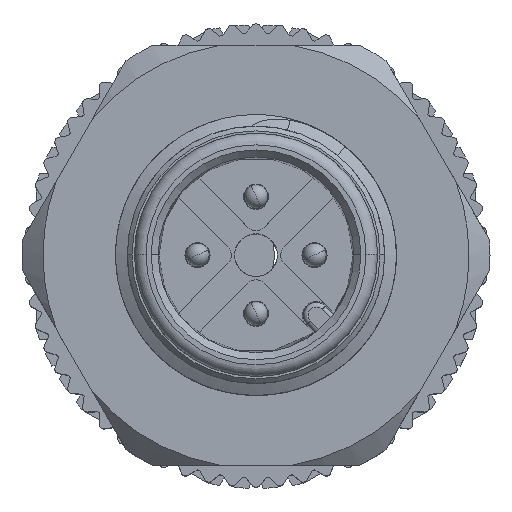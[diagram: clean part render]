
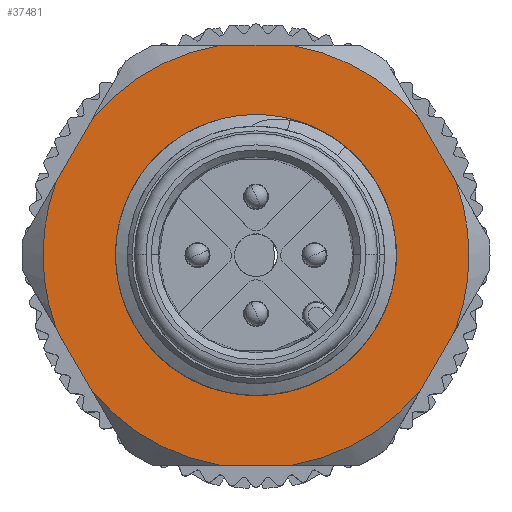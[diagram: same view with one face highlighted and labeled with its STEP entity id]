
A CAD part, top view. The second image highlights one B-rep face of the part: STEP entity #37481.
In plain terms, the highlighted planar face has unit normal (0, 0, 1).
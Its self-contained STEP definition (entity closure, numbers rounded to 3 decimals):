
#1124=CARTESIAN_POINT('',(0.,0.,-9.1));
#1125=DIRECTION('',(0.,0.,-1.));
#1126=DIRECTION('',(1.,0.,0.));
#1127=AXIS2_PLACEMENT_3D('',#1124,#1125,#1126);
#1144=CARTESIAN_POINT('',(0.,0.,-9.1));
#1145=DIRECTION('',(0.,0.,-1.));
#1146=DIRECTION('',(0.938,0.346,0.));
#1147=AXIS2_PLACEMENT_3D('',#1144,#1145,#1146);
#1149=CARTESIAN_POINT('',(0.,0.,-9.1));
#1150=DIRECTION('',(0.,0.,-1.));
#1151=DIRECTION('',(1.,0.,0.));
#1152=AXIS2_PLACEMENT_3D('',#1149,#1150,#1151);
#1154=DIRECTION('',(-0.5,-0.866,0.));
#1155=VECTOR('',#1154,3.081);
#1156=CARTESIAN_POINT('',(8.539,-3.151,-9.1));
#1157=LINE('',#1156,#1155);
#1158=CARTESIAN_POINT('',(0.,0.,-9.1));
#1159=DIRECTION('',(0.,0.,-1.));
#1160=DIRECTION('',(0.769,-0.639,0.));
#1161=AXIS2_PLACEMENT_3D('',#1158,#1159,#1160);
#1163=DIRECTION('',(-1.,0.,0.));
#1164=VECTOR('',#1163,3.081);
#1165=CARTESIAN_POINT('',(1.541,-8.97,-9.1));
#1166=LINE('',#1165,#1164);
#1167=CARTESIAN_POINT('',(0.,0.,-9.1));
#1168=DIRECTION('',(0.,0.,-1.));
#1169=DIRECTION('',(-0.169,-0.986,0.));
#1170=AXIS2_PLACEMENT_3D('',#1167,#1168,#1169);
#1172=DIRECTION('',(-0.5,0.866,0.));
#1173=VECTOR('',#1172,3.081);
#1174=CARTESIAN_POINT('',(-6.998,-5.819,-9.1));
#1175=LINE('',#1174,#1173);
#1176=CARTESIAN_POINT('',(0.,0.,-9.1));
#1177=DIRECTION('',(0.,0.,-1.));
#1178=DIRECTION('',(-0.938,-0.346,0.));
#1179=AXIS2_PLACEMENT_3D('',#1176,#1177,#1178);
#1181=CARTESIAN_POINT('',(0.,0.,-9.1));
#1182=DIRECTION('',(0.,0.,-1.));
#1183=DIRECTION('',(-1.,0.,0.));
#1184=AXIS2_PLACEMENT_3D('',#1181,#1182,#1183);
#1186=DIRECTION('',(0.5,0.866,0.));
#1187=VECTOR('',#1186,3.081);
#1188=CARTESIAN_POINT('',(-8.539,3.151,-9.1));
#1189=LINE('',#1188,#1187);
#1190=CARTESIAN_POINT('',(0.,0.,-9.1));
#1191=DIRECTION('',(0.,0.,-1.));
#1192=DIRECTION('',(-0.769,0.639,0.));
#1193=AXIS2_PLACEMENT_3D('',#1190,#1191,#1192);
#1195=DIRECTION('',(1.,0.,0.));
#1196=VECTOR('',#1195,3.081);
#1197=CARTESIAN_POINT('',(-1.541,8.97,-9.1));
#1198=LINE('',#1197,#1196);
#1199=CARTESIAN_POINT('',(0.,0.,-9.1));
#1200=DIRECTION('',(0.,0.,-1.));
#1201=DIRECTION('',(0.169,0.986,0.));
#1202=AXIS2_PLACEMENT_3D('',#1199,#1200,#1201);
#1204=DIRECTION('',(0.5,-0.866,0.));
#1205=VECTOR('',#1204,3.081);
#1206=CARTESIAN_POINT('',(6.998,5.819,-9.1));
#1207=LINE('',#1206,#1205);
#1208=CARTESIAN_POINT('',(0.,0.,-9.1));
#1209=DIRECTION('',(0.,0.,1.));
#1210=DIRECTION('',(-1.,0.,0.));
#1211=AXIS2_PLACEMENT_3D('',#1208,#1209,#1210);
#1213=CARTESIAN_POINT('',(0.,0.,-9.1));
#1214=DIRECTION('',(0.,0.,1.));
#1215=DIRECTION('',(1.,0.,0.));
#1216=AXIS2_PLACEMENT_3D('',#1213,#1214,#1215);
#29938=CARTESIAN_POINT('',(0.,0.,-9.1));
#29939=DIRECTION('',(0.,0.,-1.));
#29940=DIRECTION('',(-1.,0.,0.));
#29941=AXIS2_PLACEMENT_3D('',#29938,#29939,#29940);
#30064=CARTESIAN_POINT('',(6.,0.002,-9.1));
#30065=CARTESIAN_POINT('',(6.,-0.051,-9.1));
#30066=VERTEX_POINT('',#30064);
#30067=VERTEX_POINT('',#30065);
#30068=CARTESIAN_POINT('',(-6.,-0.002,-9.1));
#30069=VERTEX_POINT('',#30068);
#30070=CARTESIAN_POINT('',(8.539,3.151,-9.1));
#30071=CARTESIAN_POINT('',(9.101,0.,-9.1));
#30072=VERTEX_POINT('',#30070);
#30073=VERTEX_POINT('',#30071);
#30074=CARTESIAN_POINT('',(8.539,-3.151,-9.1));
#30075=VERTEX_POINT('',#30074);
#30076=CARTESIAN_POINT('',(6.998,-5.819,-9.1));
#30077=VERTEX_POINT('',#30076);
#30078=CARTESIAN_POINT('',(1.541,-8.97,-9.1));
#30079=VERTEX_POINT('',#30078);
#30080=CARTESIAN_POINT('',(-1.541,-8.97,-9.1));
#30081=VERTEX_POINT('',#30080);
#30082=CARTESIAN_POINT('',(-6.998,-5.819,-9.1));
#30083=VERTEX_POINT('',#30082);
#30084=CARTESIAN_POINT('',(-8.539,-3.151,-9.1));
#30085=VERTEX_POINT('',#30084);
#30086=CARTESIAN_POINT('',(-9.101,0.,-9.1));
#30087=VERTEX_POINT('',#30086);
#30088=CARTESIAN_POINT('',(-8.539,3.151,-9.1));
#30089=VERTEX_POINT('',#30088);
#30090=CARTESIAN_POINT('',(-6.998,5.819,-9.1));
#30091=VERTEX_POINT('',#30090);
#30092=CARTESIAN_POINT('',(-1.541,8.97,-9.1));
#30093=VERTEX_POINT('',#30092);
#30094=CARTESIAN_POINT('',(1.541,8.97,-9.1));
#30095=VERTEX_POINT('',#30094);
#30096=CARTESIAN_POINT('',(6.998,5.819,-9.1));
#30097=VERTEX_POINT('',#30096);
#30098=CARTESIAN_POINT('',(-6.,0.051,-9.1));
#30099=VERTEX_POINT('',#30098);
#37438=CARTESIAN_POINT('',(0.,0.,-9.1));
#37439=DIRECTION('',(0.,0.,1.));
#37440=DIRECTION('',(-1.,0.,0.));
#37441=AXIS2_PLACEMENT_3D('',#37438,#37439,#37440);
#37442=PLANE('',#37441);
#37444=ORIENTED_EDGE('',*,*,#37443,.T.);
#37446=ORIENTED_EDGE('',*,*,#37445,.T.);
#37448=ORIENTED_EDGE('',*,*,#37447,.T.);
#37450=ORIENTED_EDGE('',*,*,#37449,.T.);
#37452=ORIENTED_EDGE('',*,*,#37451,.T.);
#37454=ORIENTED_EDGE('',*,*,#37453,.T.);
#37456=ORIENTED_EDGE('',*,*,#37455,.T.);
#37458=ORIENTED_EDGE('',*,*,#37457,.T.);
#37460=ORIENTED_EDGE('',*,*,#37459,.T.);
#37462=ORIENTED_EDGE('',*,*,#37461,.T.);
#37464=ORIENTED_EDGE('',*,*,#37463,.T.);
#37466=ORIENTED_EDGE('',*,*,#37465,.T.);
#37468=ORIENTED_EDGE('',*,*,#37467,.T.);
#37470=ORIENTED_EDGE('',*,*,#37469,.T.);
#37471=EDGE_LOOP('',(#37444,#37446,#37448,#37450,#37452,#37454,#37456,#37458,
#37460,#37462,#37464,#37466,#37468,#37470));
#37472=FACE_OUTER_BOUND('',#37471,.F.);
#37473=ORIENTED_EDGE('',*,*,#37427,.T.);
#37474=ORIENTED_EDGE('',*,*,#37425,.F.);
#37476=ORIENTED_EDGE('',*,*,#37475,.T.);
#37478=ORIENTED_EDGE('',*,*,#37477,.F.);
#37479=EDGE_LOOP('',(#37473,#37474,#37476,#37478));
#37480=FACE_BOUND('',#37479,.F.);
#37481=ADVANCED_FACE('',(#37472,#37480),#37442,.T.);
#1128=CIRCLE('',#1127,6.);
#1148=CIRCLE('',#1147,9.101);
#1153=CIRCLE('',#1152,9.101);
#1162=CIRCLE('',#1161,9.101);
#1171=CIRCLE('',#1170,9.101);
#1180=CIRCLE('',#1179,9.101);
#1185=CIRCLE('',#1184,9.101);
#1194=CIRCLE('',#1193,9.101);
#1203=CIRCLE('',#1202,9.101);
#1212=CIRCLE('',#1211,6.);
#1217=CIRCLE('',#1216,6.);
#29942=CIRCLE('',#29941,6.);
#37425=EDGE_CURVE('',#30066,#30067,#1128,.T.);
#37427=EDGE_CURVE('',#30069,#30067,#1212,.T.);
#37443=EDGE_CURVE('',#30072,#30073,#1148,.T.);
#37445=EDGE_CURVE('',#30073,#30075,#1153,.T.);
#37447=EDGE_CURVE('',#30075,#30077,#1157,.T.);
#37449=EDGE_CURVE('',#30077,#30079,#1162,.T.);
#37451=EDGE_CURVE('',#30079,#30081,#1166,.T.);
#37453=EDGE_CURVE('',#30081,#30083,#1171,.T.);
#37455=EDGE_CURVE('',#30083,#30085,#1175,.T.);
#37457=EDGE_CURVE('',#30085,#30087,#1180,.T.);
#37459=EDGE_CURVE('',#30087,#30089,#1185,.T.);
#37461=EDGE_CURVE('',#30089,#30091,#1189,.T.);
#37463=EDGE_CURVE('',#30091,#30093,#1194,.T.);
#37465=EDGE_CURVE('',#30093,#30095,#1198,.T.);
#37467=EDGE_CURVE('',#30095,#30097,#1203,.T.);
#37469=EDGE_CURVE('',#30097,#30072,#1207,.T.);
#37475=EDGE_CURVE('',#30066,#30099,#1217,.T.);
#37477=EDGE_CURVE('',#30069,#30099,#29942,.T.);
